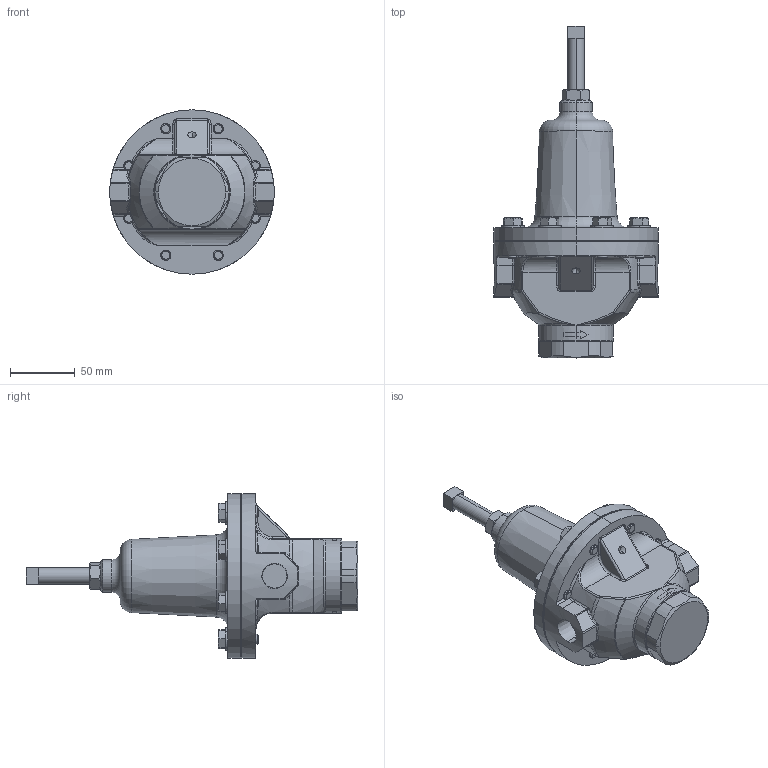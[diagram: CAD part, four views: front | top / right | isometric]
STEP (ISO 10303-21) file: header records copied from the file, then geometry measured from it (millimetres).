
FILE_DESCRIPTION (( 'STEP AP203' ), '1' );
FILE_NAME ('68G-050-DI-PT.STEP', '2017-08-17T16:06:35', ( '' ), ( '' ), 'SwSTEP 2.0', 'SolidWorks 2014', '' );
FILE_SCHEMA (( 'CONFIG_CONTROL_DESIGN' ));
Length unit declared in the file: inch
Products named in the file (1): 68G-050-DI-PT
Bounding box: 127 x 256.34 x 127 mm (x, y, z)
Volume: 901164.8 mm3; surface area: 73854.2 mm2
Topology: 1 solids, 1 shells, 575 faces, 1416 edges, 878 vertices
Faces by surface type: plane 223, bspline 139, cylinder 93, cone 92, torus 24, sphere 4
Entity records: 24335 total; most frequent: CARTESIAN_POINT 11872, ORIENTED_EDGE 2812, DIRECTION 2167, EDGE_CURVE 1406, VERTEX_POINT 878, AXIS2_PLACEMENT_3D 774, EDGE_LOOP 620, LINE 619
